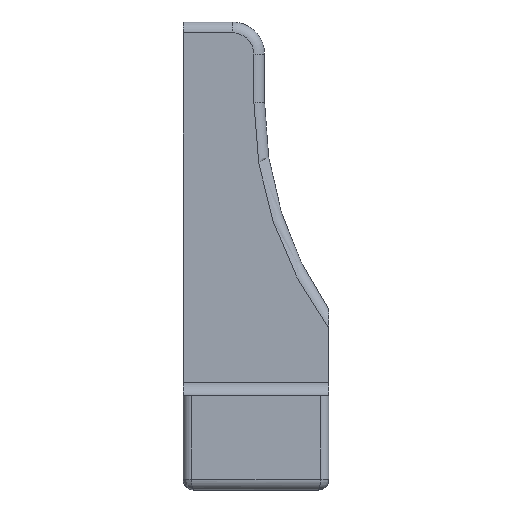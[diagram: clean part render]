
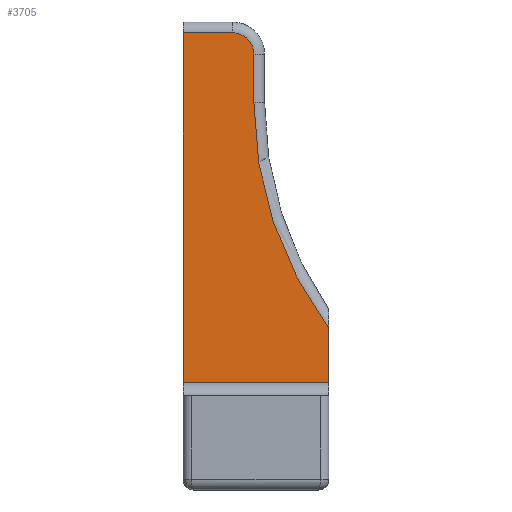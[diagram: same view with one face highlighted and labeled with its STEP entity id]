
A CAD part, left-side view. The second image highlights one B-rep face of the part: STEP entity #3705.
In plain terms, the highlighted planar face has unit normal (-1, 0, 0).
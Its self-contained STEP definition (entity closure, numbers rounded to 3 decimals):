
#138=PLANE('',#4005);
#315=FACE_OUTER_BOUND('',#533,.T.);
#533=EDGE_LOOP('',(#2851,#2852,#2853,#2854,#2855,#2856,#2857));
#781=LINE('',#5552,#1154);
#798=LINE('',#5593,#1171);
#801=LINE('',#5608,#1174);
#841=LINE('',#6115,#1214);
#842=LINE('',#6116,#1215);
#1154=VECTOR('',#4377,10.);
#1171=VECTOR('',#4404,10.);
#1174=VECTOR('',#4421,10.);
#1214=VECTOR('',#4623,10.);
#1215=VECTOR('',#4624,3.);
#1519=CIRCLE('',#3922,5.);
#1522=CIRCLE('',#3927,87.5);
#1679=VERTEX_POINT('',#5540);
#1680=VERTEX_POINT('',#5551);
#1698=VERTEX_POINT('',#5590);
#1699=VERTEX_POINT('',#5592);
#1701=VERTEX_POINT('',#5598);
#1703=VERTEX_POINT('',#5604);
#1756=VERTEX_POINT('',#6114);
#2060=EDGE_CURVE('',#1679,#1680,#781,.T.);
#2081=EDGE_CURVE('',#1698,#1699,#798,.T.);
#2086=EDGE_CURVE('',#1699,#1701,#1519,.T.);
#2089=EDGE_CURVE('',#1701,#1703,#801,.T.);
#2091=EDGE_CURVE('',#1703,#1679,#1522,.T.);
#2186=EDGE_CURVE('',#1756,#1698,#841,.T.);
#2187=EDGE_CURVE('',#1680,#1756,#842,.T.);
#2851=ORIENTED_EDGE('',*,*,#2081,.F.);
#2852=ORIENTED_EDGE('',*,*,#2186,.F.);
#2853=ORIENTED_EDGE('',*,*,#2187,.F.);
#2854=ORIENTED_EDGE('',*,*,#2060,.F.);
#2855=ORIENTED_EDGE('',*,*,#2091,.F.);
#2856=ORIENTED_EDGE('',*,*,#2089,.F.);
#2857=ORIENTED_EDGE('',*,*,#2086,.F.);
#3705=ADVANCED_FACE('',(#315),#138,.T.);
#3922=AXIS2_PLACEMENT_3D('',#5602,#4414,#4415);
#3927=AXIS2_PLACEMENT_3D('',#5611,#4426,#4427);
#4005=AXIS2_PLACEMENT_3D('',#6113,#4621,#4622);
#4377=DIRECTION('',(0.,0.,-1.));
#4404=DIRECTION('',(0.,-1.,0.));
#4414=DIRECTION('center_axis',(1.,0.,0.));
#4415=DIRECTION('ref_axis',(0.,-0.707,0.707));
#4421=DIRECTION('',(0.,0.,-1.));
#4426=DIRECTION('center_axis',(-1.,0.,0.));
#4427=DIRECTION('ref_axis',(0.,0.955,-0.297));
#4621=DIRECTION('center_axis',(-1.,0.,0.));
#4622=DIRECTION('ref_axis',(0.,-1.,0.));
#4623=DIRECTION('',(0.,0.,1.));
#4624=DIRECTION('',(0.,1.,0.));
#5540=CARTESIAN_POINT('',(-60.,-17.,18.718));
#5551=CARTESIAN_POINT('',(-60.,-17.,6.));
#5552=CARTESIAN_POINT('',(-60.,-17.,11.5));
#5590=CARTESIAN_POINT('',(-60.,17.,87.5));
#5592=CARTESIAN_POINT('',(-60.,5.5,87.5));
#5593=CARTESIAN_POINT('',(-60.,8.5,87.5));
#5598=CARTESIAN_POINT('',(-60.,0.5,82.5));
#5602=CARTESIAN_POINT('Origin',(-60.,5.5,82.5));
#5604=CARTESIAN_POINT('',(-60.,0.5,71.218));
#5608=CARTESIAN_POINT('',(-60.,0.5,29.25));
#5611=CARTESIAN_POINT('Origin',(-60.,-87.,71.218));
#6113=CARTESIAN_POINT('Origin',(-60.,17.,23.));
#6114=CARTESIAN_POINT('',(-60.,17.,6.));
#6115=CARTESIAN_POINT('',(-60.,17.,35.));
#6116=CARTESIAN_POINT('',(-60.,8.5,6.));
